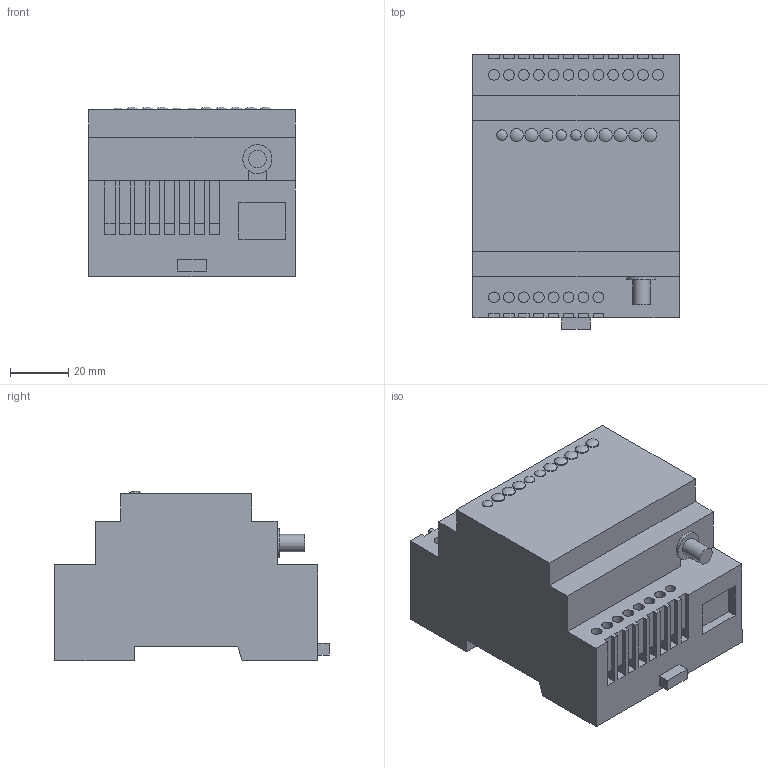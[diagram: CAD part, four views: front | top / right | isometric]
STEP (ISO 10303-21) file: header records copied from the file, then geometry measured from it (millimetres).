
FILE_DESCRIPTION(/* description */ (''),/* implementation_level */ '2;1');
FILE_NAME(/* name */ 'EXC_GSM01.stp',/* time_stamp */ '2020-10-06T15:34:10+02:00',/* author */ ('Roberto'),/* organization */ (''),/* preprocessor_version */ 'ST-DEVELOPER v15.6',/* originating_system */ 'Autodesk Inventor 2015',/* authorisation */ '');
FILE_SCHEMA (('AUTOMOTIVE_DESIGN { 1 0 10303 214 3 1 1 }'));
Length unit declared in the file: millimetre
Products named in the file (5): corpo; led; tappino; connettore; EXC_GSM01
Bounding box: 71 x 94.5 x 58.38 mm (x, y, z)
Volume: 292271.7 mm3; surface area: 33884.9 mm2
Topology: 13 solids, 13 shells, 264 faces, 612 edges, 408 vertices
Faces by surface type: plane 208, cylinder 45, sphere 11
Full cylindrical faces by diameter (mm): 3.6 x6, 3.7 x20, 4.5 x16, 6 x1, 10 x1
Entity records: 6956 total; most frequent: CARTESIAN_POINT 1195, DIRECTION 1132, ORIENTED_EDGE 1100, EDGE_CURVE 550, LINE 478, VECTOR 478, VERTEX_POINT 390, AXIS2_PLACEMENT_3D 327
